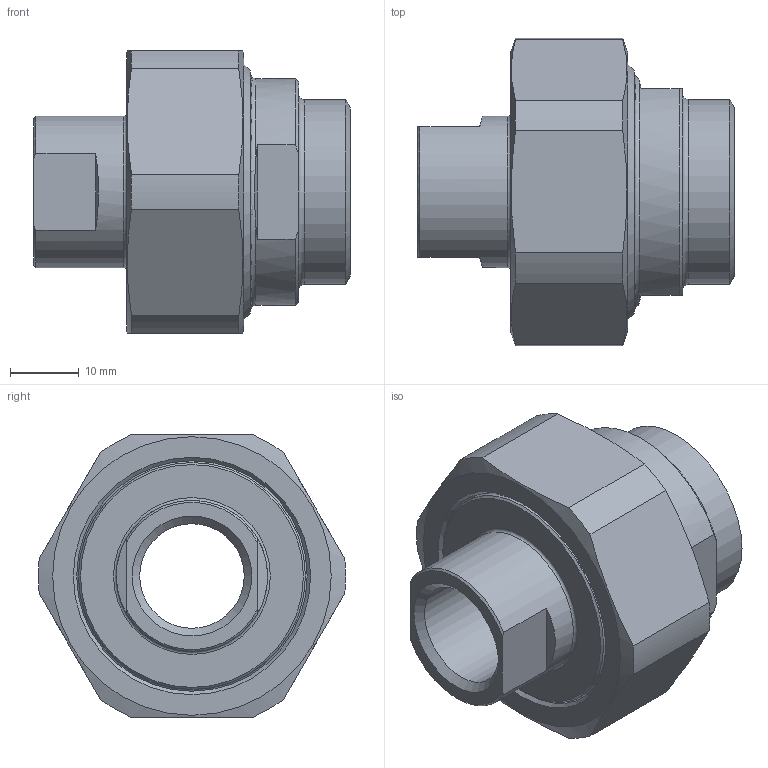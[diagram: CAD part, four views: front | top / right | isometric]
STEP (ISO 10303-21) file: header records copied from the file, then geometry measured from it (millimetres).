
FILE_DESCRIPTION(/* description */ (''),/* implementation_level */ '2;1');
FILE_NAME(/* name */ '3D_R134-E-SG-DN10-26.9_17101717.stp',/* time_stamp */ '2021-06-30T15:06:51+02:00',/* author */ ('cad'),/* organization */ (''),/* preprocessor_version */ 'ST-DEVELOPER v18.1',/* originating_system */ 'Autodesk Inventor 2022',/* authorisation */ '');
FILE_SCHEMA (('AUTOMOTIVE_DESIGN { 1 0 10303 214 3 1 1 }'));
Length unit declared in the file: millimetre
Products named in the file (4): 3D_R134-E-SG-DN10-26.9_17101717; 3D_R134-M-DN20_171011615; 3D_R134-SG-26.9_171011515; 3D_R134-E-DN10-DN20_171011018
Assembly tree (3 placements, depth 2):
  3D_R134-E-SG-DN10-26.9_17101717
    3D_R134-M-DN20_171011615
    3D_R134-SG-26.9_171011515
    3D_R134-E-DN10-DN20_171011018
Bounding box: 46 x 44.68 x 41 mm (x, y, z)
Volume: 25942.4 mm3; surface area: 15096.3 mm2
Topology: 3 solids, 3 shells, 76 faces, 183 edges, 120 vertices
Faces by surface type: plane 27, cone 21, cylinder 18, torus 10
Full cylindrical faces by diameter (mm): 15.2 x1, 22 x1, 22.9 x1, 23.1 x1, 26.9 x1, 33 x1, 33.5 x1, 36 x1, 36.376 x1, 37.85 x1
Entity records: 2413 total; most frequent: CARTESIAN_POINT 446, DIRECTION 431, ORIENTED_EDGE 366, AXIS2_PLACEMENT_3D 188, EDGE_CURVE 183, VERTEX_POINT 120, CIRCLE 99, EDGE_LOOP 89
